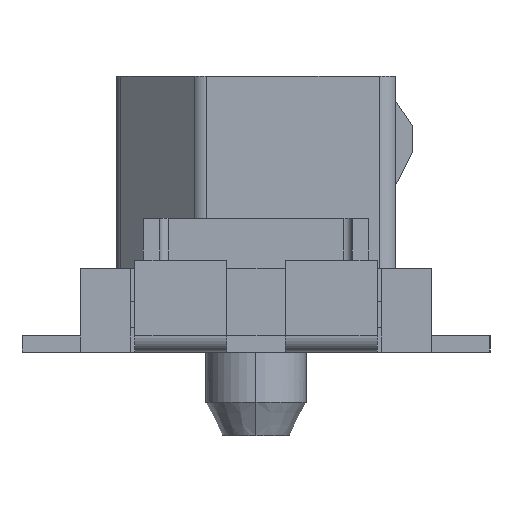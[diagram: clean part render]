
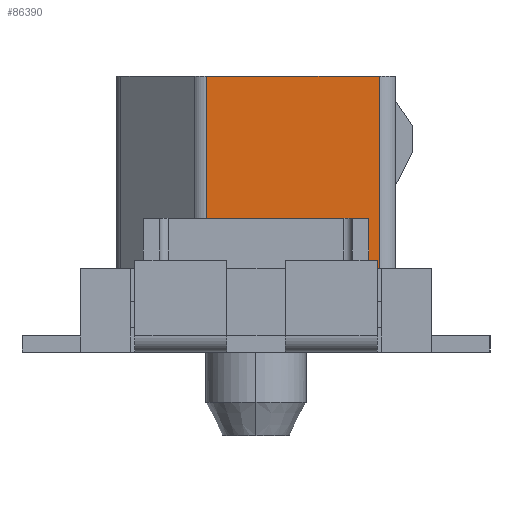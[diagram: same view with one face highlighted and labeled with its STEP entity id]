
A CAD part, left-side view. The second image highlights one B-rep face of the part: STEP entity #86390.
In plain terms, the highlighted planar face has unit normal (-1, 0, 0).
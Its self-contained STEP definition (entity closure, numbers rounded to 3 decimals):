
#81820=CARTESIAN_POINT('',(19.202,30.693,0.));
#81830=VERTEX_POINT('',#81820);
#81990=CARTESIAN_POINT('',(19.202,30.693,-2.3));
#82000=VERTEX_POINT('',#81990);
#82030=CARTESIAN_POINT('',(19.202,30.693,0.115));
#82040=DIRECTION('',(0.,0.,-1.));
#82050=VECTOR('',#82040,1.);
#82060=LINE('',#82030,#82050);
#82070=EDGE_CURVE('',#81830,#82000,#82060,.T.);
#86090=CARTESIAN_POINT('',(19.202,30.59,-2.415));
#86100=DIRECTION('',(1.,0.,0.));
#86110=DIRECTION('',(0.,0.,-1.));
#86120=AXIS2_PLACEMENT_3D('',#86090,#86100,#86110);
#86130=PLANE('',#86120);
#86140=CARTESIAN_POINT('',(19.202,0.,-2.3));
#86150=DIRECTION('',(0.,-1.,0.));
#86160=VECTOR('',#86150,1.);
#86170=LINE('',#86140,#86160);
#86180=CARTESIAN_POINT('',(19.202,32.76,-2.3));
#86190=VERTEX_POINT('',#86180);
#86200=EDGE_CURVE('',#86190,#82000,#86170,.T.);
#86210=ORIENTED_EDGE('',*,*,#86200,.T.);
#86220=CARTESIAN_POINT('',(19.202,32.76,-2.415));
#86230=DIRECTION('',(0.,0.,1.));
#86240=VECTOR('',#86230,1.);
#86250=LINE('',#86220,#86240);
#86260=CARTESIAN_POINT('',(19.202,32.76,0.));
#86270=VERTEX_POINT('',#86260);
#86280=EDGE_CURVE('',#86190,#86270,#86250,.T.);
#86290=ORIENTED_EDGE('',*,*,#86280,.F.);
#86300=CARTESIAN_POINT('',(19.202,0.,0.));
#86310=DIRECTION('',(0.,-1.,0.));
#86320=VECTOR('',#86310,1.);
#86330=LINE('',#86300,#86320);
#86340=EDGE_CURVE('',#86270,#81830,#86330,.T.);
#86350=ORIENTED_EDGE('',*,*,#86340,.F.);
#86360=ORIENTED_EDGE('',*,*,#82070,.F.);
#86370=EDGE_LOOP('',(#86360,#86350,#86290,#86210));
#86380=FACE_OUTER_BOUND('',#86370,.T.);
#86390=ADVANCED_FACE('',(#86380),#86130,.F.);
